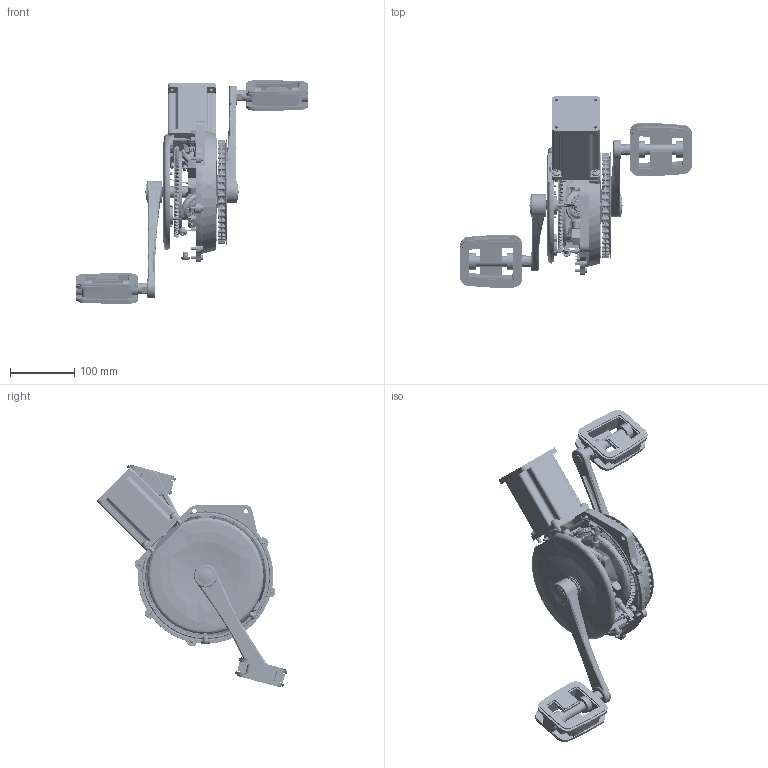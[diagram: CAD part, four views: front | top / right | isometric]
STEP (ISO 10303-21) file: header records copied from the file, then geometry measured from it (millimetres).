
FILE_DESCRIPTION(('FreeCAD Model'),'2;1');
FILE_NAME('Open CASCADE Shape Model','2025-05-01T08:52:36',('FreeCAD'),( 'FreeCAD'),'Open CASCADE STEP processor 7.6','FreeCAD','Unknown');
FILE_SCHEMA(('AUTOMOTIVE_DESIGN { 1 0 10303 214 1 1 1 1 }'));
Products named in the file (1): Open CASCADE STEP translator 7.6 1
Bounding box: 361.92 x 297.8 x 348.26 mm (x, y, z)
Volume: 1536310.7 mm3; surface area: 670659.6 mm2
Topology: 157 solids, 160 shells, 8996 faces, 22742 edges, 14184 vertices
Faces by surface type: bspline 8996
Entity records: 575302 total; most frequent: CARTESIAN_POINT 448744, ORIENTED_EDGE 44848, EDGE_CURVE 22424, VERTEX_POINT 14186, B_SPLINE_CURVE_WITH_KNOTS 13411, FACE_BOUND 9693, EDGE_LOOP 9572, ADVANCED_FACE 8829
